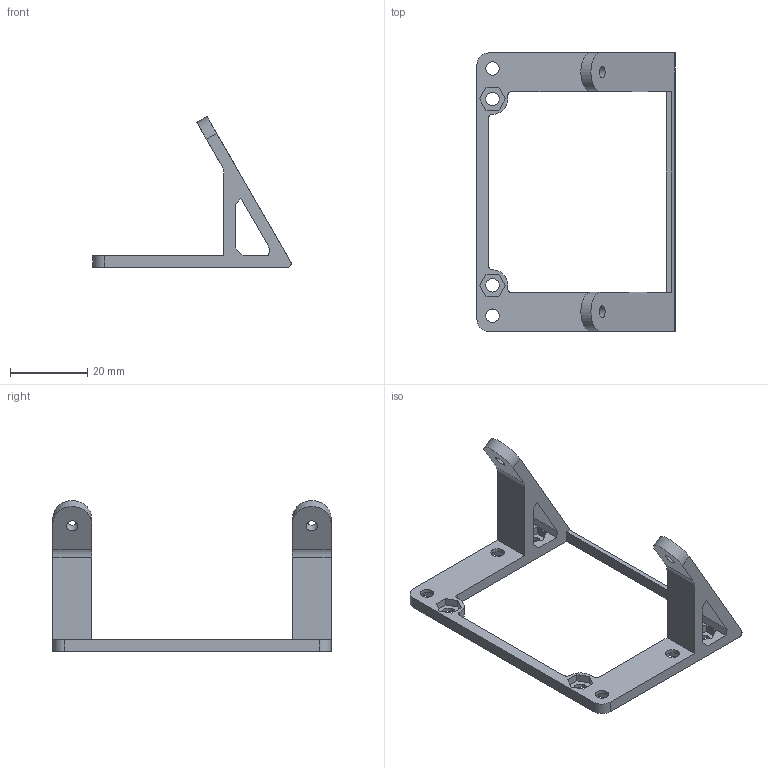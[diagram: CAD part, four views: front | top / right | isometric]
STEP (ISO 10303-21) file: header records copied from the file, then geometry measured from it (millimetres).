
FILE_DESCRIPTION(('STEP AP203'), '1');
FILE_NAME('Router_mounting', '', ('UNSPECIFIED'), ('UNSPECIFIED'), 'C3D Converter', 'C3D Toolkit', '');
FILE_SCHEMA(('CONFIG_CONTROL_DESIGN'));
Length unit declared in the file: millimetre
Bounding box: 51.27 x 72 x 38.97 mm (x, y, z)
Volume: 7075.5 mm3; surface area: 6958.8 mm2
Topology: 1 solids, 1 shells, 108 faces, 297 edges, 198 vertices
Faces by surface type: plane 85, cylinder 23
Full cylindrical faces by diameter (mm): 3 x2, 3.5 x8
Entity records: 4313 total; most frequent: CARTESIAN_POINT 594, ORIENTED_EDGE 574, DIRECTION 551, EDGE_CURVE 287, LINE 241, VECTOR 241, VERTEX_POINT 198, AXIS2_PLACEMENT_3D 155
